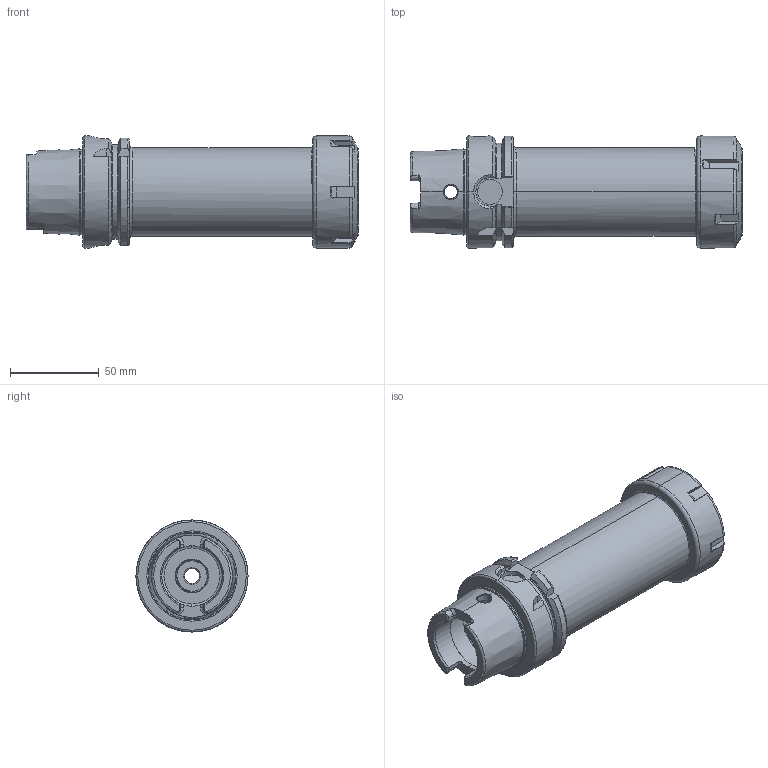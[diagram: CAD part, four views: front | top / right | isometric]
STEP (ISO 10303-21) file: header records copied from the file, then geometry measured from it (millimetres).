
FILE_DESCRIPTION (( 'STEP AP203' ), '1' );
FILE_NAME ('A63.02.26.1.STEP', '2016-11-26T03:16:09', ( '' ), ( '' ), 'SwSTEP 2.0', 'SolidWorks 2012', '' );
FILE_SCHEMA (( 'CONFIG_CONTROL_DESIGN' ));
Length unit declared in the file: millimetre
Products named in the file (3): A63.02.26.1; 2-01.100.0400260C7_ER40螺帽(六溝)
Assembly tree (2 placements, depth 2):
  A63.02.26.1
    A63.02.26.1
    2-01.100.0400260C7_ER40螺帽(六溝)
Bounding box: 186.7 x 63 x 63 mm (x, y, z)
Volume: 299794.5 mm3; surface area: 64761 mm2
Topology: 2 solids, 2 shells, 385 faces, 1033 edges, 653 vertices
Faces by surface type: cylinder 135, plane 100, torus 60, bspline 56, cone 34
Entity records: 29341 total; most frequent: CARTESIAN_POINT 20515, ORIENTED_EDGE 2058, DIRECTION 1479, EDGE_CURVE 1029, VERTEX_POINT 653, AXIS2_PLACEMENT_3D 587, EDGE_LOOP 398, ADVANCED_FACE 385
